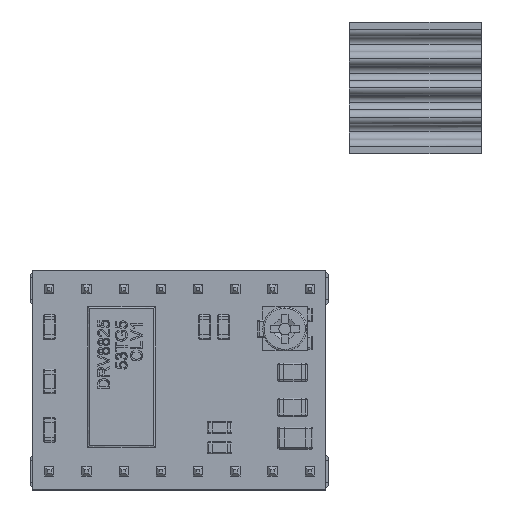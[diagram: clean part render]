
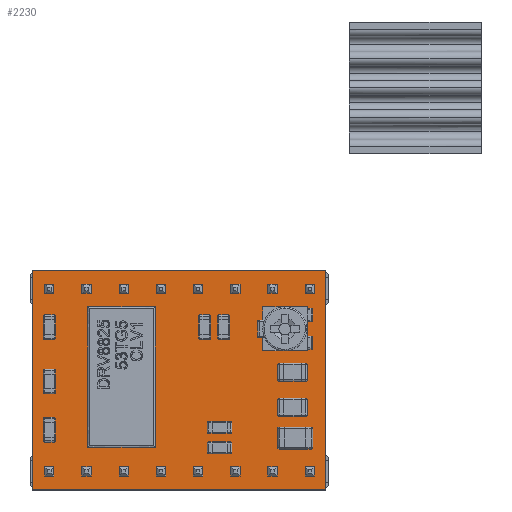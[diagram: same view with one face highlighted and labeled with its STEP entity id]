
A CAD part, top view. The second image highlights one B-rep face of the part: STEP entity #2230.
In plain terms, the highlighted planar face has unit normal (0, 0, 1).
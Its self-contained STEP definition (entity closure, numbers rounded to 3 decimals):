
#2230=ADVANCED_FACE('',(#3463),#20807,.T.);
#3463=FACE_OUTER_BOUND('',#4763,.T.);
#4763=EDGE_LOOP('',(#10421,#10422,#10423,#10424));
#10421=ORIENTED_EDGE('',*,*,#13871,.T.);
#10422=ORIENTED_EDGE('',*,*,#13872,.T.);
#10423=ORIENTED_EDGE('',*,*,#13873,.T.);
#10424=ORIENTED_EDGE('',*,*,#13874,.T.);
#13871=EDGE_CURVE('',#19978,#19977,#17321,.T.);
#13872=EDGE_CURVE('',#19977,#19979,#17322,.T.);
#13873=EDGE_CURVE('',#19979,#19980,#17323,.T.);
#13874=EDGE_CURVE('',#19980,#19978,#17324,.T.);
#17321=B_SPLINE_CURVE_WITH_KNOTS('',1,(#41198,#41199),.UNSPECIFIED.,.F.,
 .F.,(2,2),(0.,20.),.UNSPECIFIED.);
#17322=B_SPLINE_CURVE_WITH_KNOTS('',1,(#41200,#41201),.UNSPECIFIED.,.F.,
 .F.,(2,2),(20.,35.),.UNSPECIFIED.);
#17323=B_SPLINE_CURVE_WITH_KNOTS('',1,(#41202,#41203),.UNSPECIFIED.,.F.,
 .F.,(2,2),(35.,55.),.UNSPECIFIED.);
#17324=B_SPLINE_CURVE_WITH_KNOTS('',1,(#41204,#41205),.UNSPECIFIED.,.F.,
 .F.,(2,2),(55.,70.),.UNSPECIFIED.);
#19977=VERTEX_POINT('',#41194);
#19978=VERTEX_POINT('',#41195);
#19979=VERTEX_POINT('',#41196);
#19980=VERTEX_POINT('',#41197);
#20807=PLANE('',#21928);
#21928=AXIS2_PLACEMENT_3D('',#41193,#22744,$);
#22744=DIRECTION('',(0.,0.,1.));
#41193=CARTESIAN_POINT('',(0.,0.,9.9));
#41194=CARTESIAN_POINT('',(20.,0.,9.9));
#41195=CARTESIAN_POINT('',(0.,0.,9.9));
#41196=CARTESIAN_POINT('',(20.,15.,9.9));
#41197=CARTESIAN_POINT('',(0.,15.,9.9));
#41198=CARTESIAN_POINT('',(0.,0.,9.9));
#41199=CARTESIAN_POINT('',(20.,0.,9.9));
#41200=CARTESIAN_POINT('',(20.,0.,9.9));
#41201=CARTESIAN_POINT('',(20.,15.,9.9));
#41202=CARTESIAN_POINT('',(20.,15.,9.9));
#41203=CARTESIAN_POINT('',(0.,15.,9.9));
#41204=CARTESIAN_POINT('',(0.,15.,9.9));
#41205=CARTESIAN_POINT('',(0.,0.,9.9));
